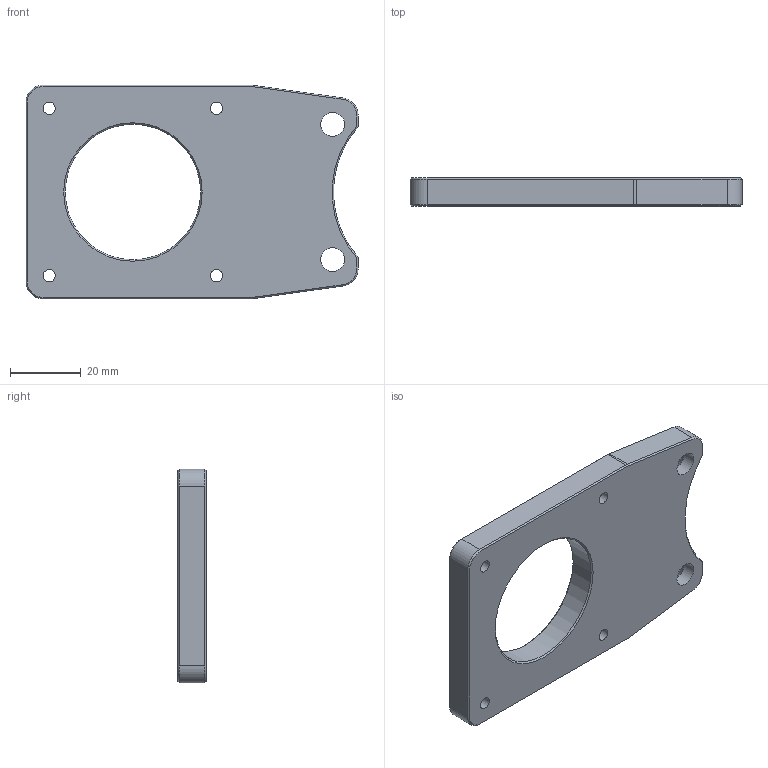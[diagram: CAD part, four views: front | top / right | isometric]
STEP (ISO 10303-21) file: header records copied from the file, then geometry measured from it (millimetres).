
FILE_DESCRIPTION (( 'STEP AP203' ), '1' );
FILE_NAME ('1068-3-10-N23.STEP', '2020-09-11T21:43:25', ( '' ), ( '' ), 'SwSTEP 2.0', 'SolidWorks 2019', '' );
FILE_SCHEMA (( 'CONFIG_CONTROL_DESIGN' ));
Length unit declared in the file: inch
Products named in the file (1): 1068-3-10-N23
Bounding box: 93.65 x 7.94 x 60.33 mm (x, y, z)
Volume: 31813 mm3; surface area: 11859.4 mm2
Topology: 1 solids, 1 shells, 59 faces, 143 edges, 84 vertices
Faces by surface type: plane 23, cone 22, cylinder 14
Full cylindrical faces by diameter (mm): 3.454 x4, 6.756 x2, 38.227 x1
Entity records: 1731 total; most frequent: CARTESIAN_POINT 314, DIRECTION 286, ORIENTED_EDGE 252, EDGE_CURVE 126, AXIS2_PLACEMENT_3D 110, EDGE_LOOP 86, VERTEX_POINT 82, FACE_OUTER_BOUND 66
